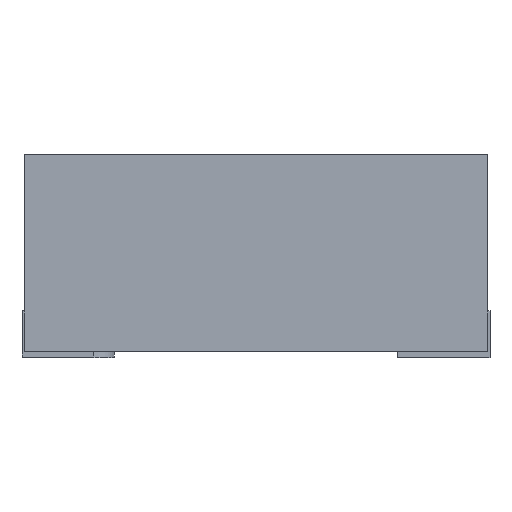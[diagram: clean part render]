
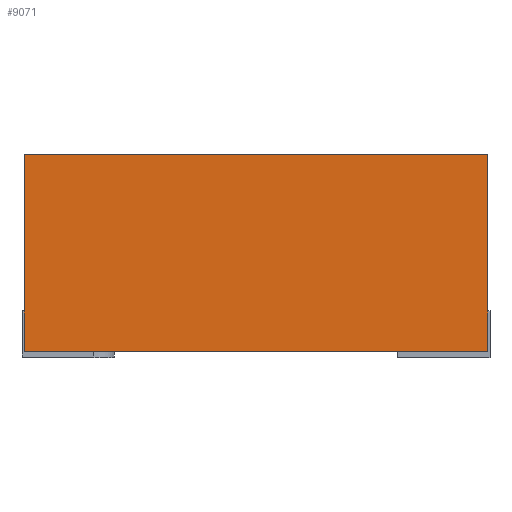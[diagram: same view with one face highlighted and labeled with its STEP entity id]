
A CAD part, top view. The second image highlights one B-rep face of the part: STEP entity #9071.
In plain terms, the highlighted planar face has unit normal (0, 0, 1).
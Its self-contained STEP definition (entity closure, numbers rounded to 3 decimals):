
#177 = CARTESIAN_POINT ( 'NONE',  ( 0., 0.85, 0. ) ) ;
#251 = EDGE_CURVE ( 'NONE', #4127, #8648, #1756, .T. ) ;
#1622 = VECTOR ( 'NONE', #5500, 1000. ) ;
#1702 = ORIENTED_EDGE ( 'NONE', *, *, #7772, .F. ) ;
#1756 = LINE ( 'NONE', #7099, #9507 ) ;
#1910 = CARTESIAN_POINT ( 'NONE',  ( 2., 0.85, 0. ) ) ;
#2119 = VECTOR ( 'NONE', #8384, 1000. ) ;
#2210 = LINE ( 'NONE', #4866, #1622 ) ;
#2598 = ORIENTED_EDGE ( 'NONE', *, *, #9258, .F. ) ;
#2737 = CARTESIAN_POINT ( 'NONE',  ( 2., 0., 0. ) ) ;
#2980 = CARTESIAN_POINT ( 'NONE',  ( 0., 0.85, 0. ) ) ;
#3385 = DIRECTION ( 'NONE',  ( -1., 0., 0. ) ) ;
#4062 = DIRECTION ( 'NONE',  ( 0., 1., 0. ) ) ;
#4127 = VERTEX_POINT ( 'NONE', #2737 ) ;
#4204 = VERTEX_POINT ( 'NONE', #5089 ) ;
#4434 = ORIENTED_EDGE ( 'NONE', *, *, #251, .F. ) ;
#4810 = FACE_OUTER_BOUND ( 'NONE', #6434, .T. ) ;
#4866 = CARTESIAN_POINT ( 'NONE',  ( 0., 0.85, 0. ) ) ;
#5089 = CARTESIAN_POINT ( 'NONE',  ( 2., 0.85, 0. ) ) ;
#5392 = LINE ( 'NONE', #6974, #2119 ) ;
#5500 = DIRECTION ( 'NONE',  ( 1., 0., 0. ) ) ;
#5563 = DIRECTION ( 'NONE',  ( 0., 0., -1. ) ) ;
#5759 = VECTOR ( 'NONE', #4062, 1000. ) ;
#6102 = DIRECTION ( 'NONE',  ( -1., 0., 0. ) ) ;
#6434 = EDGE_LOOP ( 'NONE', ( #6473, #1702, #2598, #4434 ) ) ;
#6473 = ORIENTED_EDGE ( 'NONE', *, *, #8274, .T. ) ;
#6774 = PLANE ( 'NONE',  #9336 ) ;
#6974 = CARTESIAN_POINT ( 'NONE',  ( 0., 0.85, 0. ) ) ;
#7099 = CARTESIAN_POINT ( 'NONE',  ( 0., 0., 0. ) ) ;
#7772 = EDGE_CURVE ( 'NONE', #8850, #4204, #2210, .T. ) ;
#8274 = EDGE_CURVE ( 'NONE', #4127, #4204, #8356, .T. ) ;
#8356 = LINE ( 'NONE', #1910, #5759 ) ;
#8384 = DIRECTION ( 'NONE',  ( 0., 1., 0. ) ) ;
#8610 = CARTESIAN_POINT ( 'NONE',  ( 0., 0., 0. ) ) ;
#8648 = VERTEX_POINT ( 'NONE', #8610 ) ;
#8850 = VERTEX_POINT ( 'NONE', #2980 ) ;
#9071 = ADVANCED_FACE ( 'NONE', ( #4810 ), #6774, .F. ) ;
#9258 = EDGE_CURVE ( 'NONE', #8648, #8850, #5392, .T. ) ;
#9336 = AXIS2_PLACEMENT_3D ( 'NONE', #177, #5563, #6102 ) ;
#9507 = VECTOR ( 'NONE', #3385, 1000. ) ;
